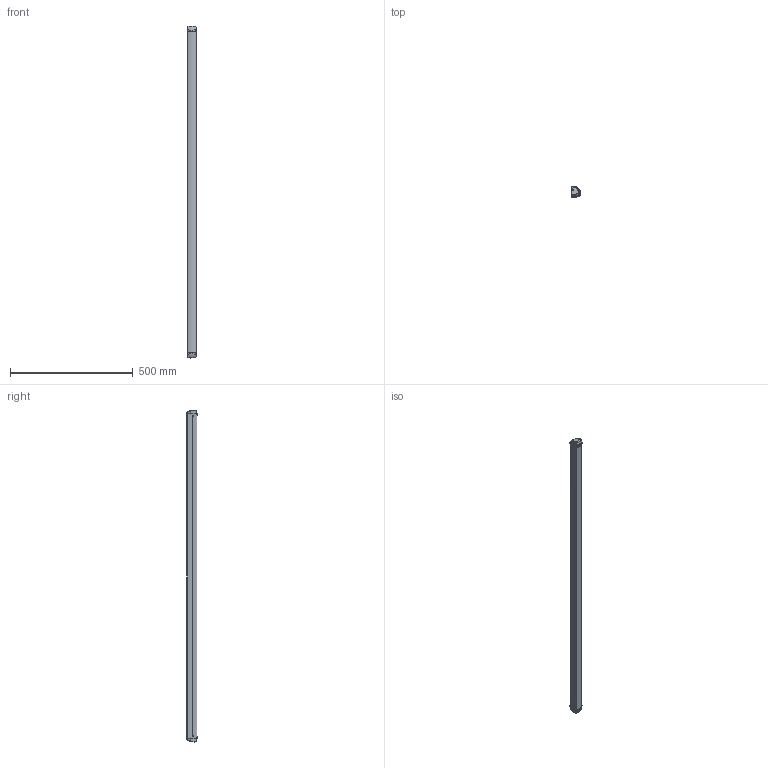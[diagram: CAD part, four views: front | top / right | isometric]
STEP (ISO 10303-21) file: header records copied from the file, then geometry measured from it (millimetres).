
FILE_DESCRIPTION((''),'2;1');
FILE_NAME('DB_CAD-8938_TOPSCAN_ASM','2024-02-21T14:08:58',('tiniedziel'),(''),'CREO PARAMETRIC BY PTC INC, 2022284','CREO PARAMETRIC BY PTC INC, 2022284','');
FILE_SCHEMA(('CONFIG_CONTROL_DESIGN','SHAPE_APPEARANCE_LAYERS_GROUPS'));
Length unit declared in the file: millimetre
Products named in the file (1): DB_CAD-8938_TOPSCAN_ASM
Bounding box: 39.98 x 43.77 x 1351.79 mm (x, y, z)
Volume: 1576830 mm3; surface area: 198233.2 mm2
Topology: 1 solids, 3 shells, 293 faces, 765 edges, 474 vertices
Faces by surface type: plane 89, bspline 72, cylinder 58, cone 32, torus 20, extrusion 14, sphere 8
Entity records: 15905 total; most frequent: CARTESIAN_POINT 7216, ORIENTED_EDGE 1522, DIRECTION 1159, EDGE_CURVE 761, VERTEX_POINT 474, AXIS2_PLACEMENT_3D 445, PRESENTATION_STYLE_ASSIGNMENT 307, STYLED_ITEM 307
